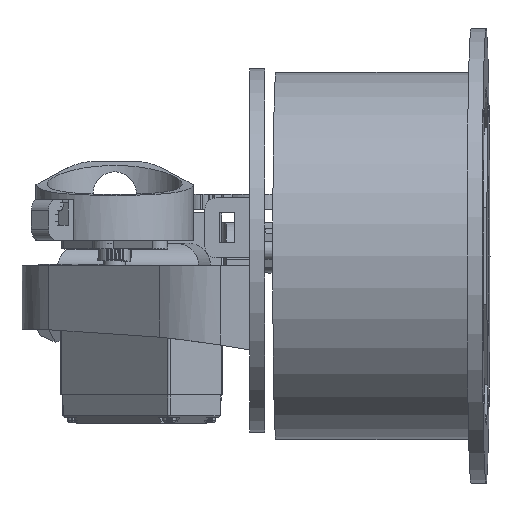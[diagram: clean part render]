
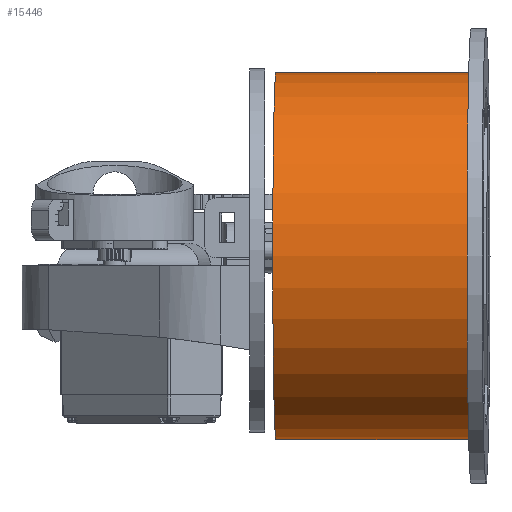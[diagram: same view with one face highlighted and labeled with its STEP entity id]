
A CAD part, left-side view. The second image highlights one B-rep face of the part: STEP entity #15446.
In plain terms, the highlighted cylindrical face has radius 49 mm (diameter 98 mm), a full revolution.
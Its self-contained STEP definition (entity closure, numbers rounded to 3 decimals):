
#964=FACE_BOUND('',#2345,.T.);
#1118=B_SPLINE_CURVE_WITH_KNOTS('',3,(#23394,#23395,#23396,#23397,#23398,
#23399,#23400,#23401,#23402,#23403,#23404,#23405,#23406,#23407,#23408,#23409,
#23410,#23411),.UNSPECIFIED.,.F.,.F.,(4,2,2,2,2,2,2,2,4),(3.016,
3.204,3.393,3.581,3.77,3.958,
4.147,4.335,4.524),.UNSPECIFIED.);
#1119=B_SPLINE_CURVE_WITH_KNOTS('',3,(#23412,#23413,#23414,#23415,#23416,
#23417,#23418,#23419,#23420,#23421,#23422,#23423,#23424,#23425,#23426,#23427,
#23428,#23429),.UNSPECIFIED.,.F.,.F.,(4,2,2,2,2,2,2,2,4),(1.508,
1.696,1.885,2.073,2.262,2.45,
2.639,2.827,3.016),.UNSPECIFIED.);
#1197=CYLINDRICAL_SURFACE('',#16844,49.);
#1501=FACE_OUTER_BOUND('',#2344,.T.);
#2344=EDGE_LOOP('',(#10880,#10881,#10882,#10883,#10884,#10885));
#2345=EDGE_LOOP('',(#10886,#10887));
#3340=LINE('',#23475,#4758);
#4758=VECTOR('',#18611,49.);
#6203=CIRCLE('',#16845,49.);
#6204=CIRCLE('',#16846,49.);
#6205=CIRCLE('',#16847,49.);
#6206=CIRCLE('',#16848,49.);
#6952=VERTEX_POINT('',#23391);
#6953=VERTEX_POINT('',#23393);
#6970=VERTEX_POINT('',#23471);
#6971=VERTEX_POINT('',#23472);
#6972=VERTEX_POINT('',#23474);
#6973=VERTEX_POINT('',#23476);
#8526=EDGE_CURVE('',#6952,#6953,#1118,.T.);
#8527=EDGE_CURVE('',#6953,#6952,#1119,.T.);
#8548=EDGE_CURVE('',#6970,#6971,#6203,.T.);
#8549=EDGE_CURVE('',#6971,#6972,#3340,.T.);
#8550=EDGE_CURVE('',#6973,#6972,#6204,.T.);
#8551=EDGE_CURVE('',#6972,#6973,#6205,.T.);
#8552=EDGE_CURVE('',#6971,#6970,#6206,.T.);
#10880=ORIENTED_EDGE('',*,*,#8548,.T.);
#10881=ORIENTED_EDGE('',*,*,#8549,.T.);
#10882=ORIENTED_EDGE('',*,*,#8550,.F.);
#10883=ORIENTED_EDGE('',*,*,#8551,.F.);
#10884=ORIENTED_EDGE('',*,*,#8549,.F.);
#10885=ORIENTED_EDGE('',*,*,#8552,.T.);
#10886=ORIENTED_EDGE('',*,*,#8527,.F.);
#10887=ORIENTED_EDGE('',*,*,#8526,.F.);
#15446=ADVANCED_FACE('',(#1501,#964),#1197,.T.);
#16844=AXIS2_PLACEMENT_3D('',#23470,#18607,#18608);
#16845=AXIS2_PLACEMENT_3D('',#23473,#18609,#18610);
#16846=AXIS2_PLACEMENT_3D('',#23477,#18612,#18613);
#16847=AXIS2_PLACEMENT_3D('',#23478,#18614,#18615);
#16848=AXIS2_PLACEMENT_3D('',#23479,#18616,#18617);
#18607=DIRECTION('center_axis',(0.,-1.,0.));
#18608=DIRECTION('ref_axis',(0.,0.,-1.));
#18609=DIRECTION('center_axis',(0.,1.,0.));
#18610=DIRECTION('ref_axis',(0.,0.,1.));
#18611=DIRECTION('',(0.,1.,0.));
#18612=DIRECTION('center_axis',(0.,1.,0.));
#18613=DIRECTION('ref_axis',(0.,0.,1.));
#18614=DIRECTION('center_axis',(0.,1.,0.));
#18615=DIRECTION('ref_axis',(0.,0.,1.));
#18616=DIRECTION('center_axis',(0.,1.,0.));
#18617=DIRECTION('ref_axis',(0.,0.,1.));
#23391=CARTESIAN_POINT('',(48.744,14.,5.));
#23393=CARTESIAN_POINT('',(48.744,14.,-5.));
#23394=CARTESIAN_POINT('Ctrl Pts',(48.744,14.,5.));
#23395=CARTESIAN_POINT('Ctrl Pts',(48.744,13.372,5.));
#23396=CARTESIAN_POINT('Ctrl Pts',(48.758,12.702,4.874));
#23397=CARTESIAN_POINT('Ctrl Pts',(48.806,11.47,4.364));
#23398=CARTESIAN_POINT('Ctrl Pts',(48.84,10.908,3.979));
#23399=CARTESIAN_POINT('Ctrl Pts',(48.904,10.021,3.092));
#23400=CARTESIAN_POINT('Ctrl Pts',(48.939,9.636,2.53));
#23401=CARTESIAN_POINT('Ctrl Pts',(48.987,9.126,1.298));
#23402=CARTESIAN_POINT('Ctrl Pts',(49.,9.,0.628));
#23403=CARTESIAN_POINT('Ctrl Pts',(49.,9.,-0.628));
#23404=CARTESIAN_POINT('Ctrl Pts',(48.987,9.126,-1.298));
#23405=CARTESIAN_POINT('Ctrl Pts',(48.939,9.636,-2.53));
#23406=CARTESIAN_POINT('Ctrl Pts',(48.904,10.021,-3.092));
#23407=CARTESIAN_POINT('Ctrl Pts',(48.84,10.908,-3.979));
#23408=CARTESIAN_POINT('Ctrl Pts',(48.806,11.47,-4.364));
#23409=CARTESIAN_POINT('Ctrl Pts',(48.758,12.702,-4.874));
#23410=CARTESIAN_POINT('Ctrl Pts',(48.744,13.372,-5.));
#23411=CARTESIAN_POINT('Ctrl Pts',(48.744,14.,-5.));
#23412=CARTESIAN_POINT('Ctrl Pts',(48.744,14.,-5.));
#23413=CARTESIAN_POINT('Ctrl Pts',(48.744,14.628,-5.));
#23414=CARTESIAN_POINT('Ctrl Pts',(48.758,15.298,-4.874));
#23415=CARTESIAN_POINT('Ctrl Pts',(48.806,16.53,-4.364));
#23416=CARTESIAN_POINT('Ctrl Pts',(48.84,17.092,-3.979));
#23417=CARTESIAN_POINT('Ctrl Pts',(48.904,17.979,-3.092));
#23418=CARTESIAN_POINT('Ctrl Pts',(48.939,18.364,-2.53));
#23419=CARTESIAN_POINT('Ctrl Pts',(48.987,18.874,-1.298));
#23420=CARTESIAN_POINT('Ctrl Pts',(49.,19.,-0.628));
#23421=CARTESIAN_POINT('Ctrl Pts',(49.,19.,0.628));
#23422=CARTESIAN_POINT('Ctrl Pts',(48.987,18.874,1.298));
#23423=CARTESIAN_POINT('Ctrl Pts',(48.939,18.364,2.53));
#23424=CARTESIAN_POINT('Ctrl Pts',(48.904,17.979,3.092));
#23425=CARTESIAN_POINT('Ctrl Pts',(48.84,17.092,3.979));
#23426=CARTESIAN_POINT('Ctrl Pts',(48.806,16.53,4.364));
#23427=CARTESIAN_POINT('Ctrl Pts',(48.758,15.298,4.874));
#23428=CARTESIAN_POINT('Ctrl Pts',(48.744,14.628,5.));
#23429=CARTESIAN_POINT('Ctrl Pts',(48.744,14.,5.));
#23470=CARTESIAN_POINT('Origin',(0.,56.,0.));
#23471=CARTESIAN_POINT('',(0.,4.,-49.));
#23472=CARTESIAN_POINT('',(0.,4.,49.));
#23473=CARTESIAN_POINT('Origin',(0.,4.,0.));
#23474=CARTESIAN_POINT('',(0.,56.,49.));
#23475=CARTESIAN_POINT('',(0.,56.,49.));
#23476=CARTESIAN_POINT('',(0.,56.,-49.));
#23477=CARTESIAN_POINT('Origin',(0.,56.,0.));
#23478=CARTESIAN_POINT('Origin',(0.,56.,0.));
#23479=CARTESIAN_POINT('Origin',(0.,4.,0.));
